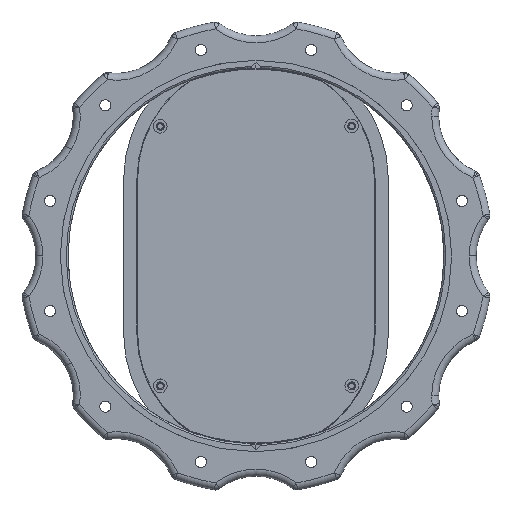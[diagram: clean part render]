
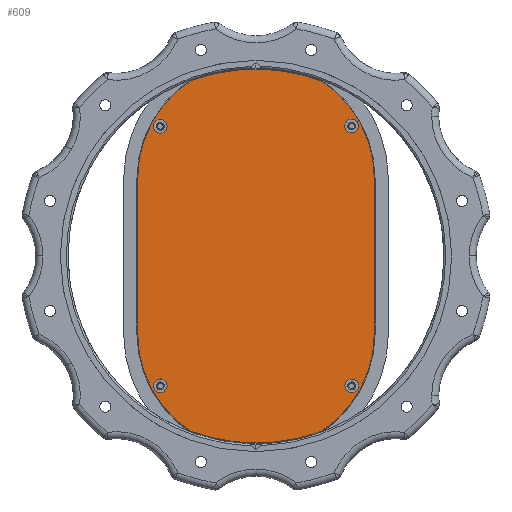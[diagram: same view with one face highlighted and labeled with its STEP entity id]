
A CAD part, top view. The second image highlights one B-rep face of the part: STEP entity #609.
In plain terms, the highlighted planar face has unit normal (0, 0, 1).
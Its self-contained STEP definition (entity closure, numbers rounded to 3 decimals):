
#609=ADVANCED_FACE('',(#1569,#1570,#1571,#1572,#1573),#1574,.T.);
#1569=FACE_OUTER_BOUND('',#3217,.T.);
#1570=FACE_BOUND('',#3218,.T.);
#1571=FACE_BOUND('',#3219,.T.);
#1572=FACE_BOUND('',#3220,.T.);
#1573=FACE_BOUND('',#3221,.T.);
#1574=PLANE('',#3222);
#3217=EDGE_LOOP('',(#56423,#56424,#56425,#56426,#56427,#56428,#56429,#56430,#56431,#56432,#56433,#56434,#56435,#56436));
#3218=EDGE_LOOP('',(#56437,#56438,#56439));
#3219=EDGE_LOOP('',(#56440,#56441,#56442));
#3220=EDGE_LOOP('',(#56443,#56444,#56445));
#3221=EDGE_LOOP('',(#56446,#56447,#56448));
#3222=AXIS2_PLACEMENT_3D('',#56449,#56450,#56451);
#56423=ORIENTED_EDGE('',*,*,#60730,.T.);
#56424=ORIENTED_EDGE('',*,*,#60731,.T.);
#56425=ORIENTED_EDGE('',*,*,#60499,.T.);
#56426=ORIENTED_EDGE('',*,*,#60732,.T.);
#56427=ORIENTED_EDGE('',*,*,#60727,.T.);
#56428=ORIENTED_EDGE('',*,*,#60733,.T.);
#56429=ORIENTED_EDGE('',*,*,#60516,.T.);
#56430=ORIENTED_EDGE('',*,*,#60734,.T.);
#56431=ORIENTED_EDGE('',*,*,#60735,.T.);
#56432=ORIENTED_EDGE('',*,*,#60466,.T.);
#56433=ORIENTED_EDGE('',*,*,#60736,.T.);
#56434=ORIENTED_EDGE('',*,*,#60722,.T.);
#56435=ORIENTED_EDGE('',*,*,#60718,.T.);
#56436=ORIENTED_EDGE('',*,*,#60626,.T.);
#56437=ORIENTED_EDGE('',*,*,#60737,.T.);
#56438=ORIENTED_EDGE('',*,*,#60738,.T.);
#56439=ORIENTED_EDGE('',*,*,#60700,.T.);
#56440=ORIENTED_EDGE('',*,*,#60739,.T.);
#56441=ORIENTED_EDGE('',*,*,#60740,.T.);
#56442=ORIENTED_EDGE('',*,*,#60710,.T.);
#56443=ORIENTED_EDGE('',*,*,#60741,.T.);
#56444=ORIENTED_EDGE('',*,*,#60742,.T.);
#56445=ORIENTED_EDGE('',*,*,#60705,.T.);
#56446=ORIENTED_EDGE('',*,*,#60743,.T.);
#56447=ORIENTED_EDGE('',*,*,#60744,.T.);
#56448=ORIENTED_EDGE('',*,*,#60715,.T.);
#56449=CARTESIAN_POINT('',(0.,21.95,52.1));
#56450=DIRECTION('',(0.0,0.0,1.0));
#56451=DIRECTION('',(1.0,0.0,0.0));
#60466=EDGE_CURVE('',#64529,#64526,#64530,.T.);
#60499=EDGE_CURVE('',#64585,#64582,#64586,.T.);
#60516=EDGE_CURVE('',#64618,#64616,#64619,.T.);
#60626=EDGE_CURVE('',#64831,#64829,#64832,.T.);
#60700=EDGE_CURVE('',#64972,#64976,#64978,.T.);
#60705=EDGE_CURVE('',#64981,#64985,#64987,.T.);
#60710=EDGE_CURVE('',#64990,#64994,#64996,.T.);
#60715=EDGE_CURVE('',#64999,#65003,#65005,.T.);
#60718=EDGE_CURVE('',#65009,#64831,#65010,.T.);
#60722=EDGE_CURVE('',#65015,#65009,#65016,.T.);
#60727=EDGE_CURVE('',#65024,#65022,#65025,.T.);
#60730=EDGE_CURVE('',#64829,#65028,#65029,.T.);
#60731=EDGE_CURVE('',#65028,#64585,#65030,.T.);
#60732=EDGE_CURVE('',#64582,#65024,#65031,.T.);
#60733=EDGE_CURVE('',#65022,#64618,#65032,.T.);
#60734=EDGE_CURVE('',#64616,#65033,#65034,.T.);
#60735=EDGE_CURVE('',#65033,#64529,#65035,.T.);
#60736=EDGE_CURVE('',#64526,#65015,#65036,.T.);
#60737=EDGE_CURVE('',#64976,#65037,#65038,.T.);
#60738=EDGE_CURVE('',#65037,#64972,#65039,.T.);
#60739=EDGE_CURVE('',#64994,#65040,#65041,.T.);
#60740=EDGE_CURVE('',#65040,#64990,#65042,.T.);
#60741=EDGE_CURVE('',#64985,#65043,#65044,.T.);
#60742=EDGE_CURVE('',#65043,#64981,#65045,.T.);
#60743=EDGE_CURVE('',#65003,#65046,#65047,.T.);
#60744=EDGE_CURVE('',#65046,#64999,#65048,.T.);
#64526=VERTEX_POINT('',#72702);
#64529=VERTEX_POINT('',#72706);
#64530=CIRCLE('',#72707,53.5);
#64582=VERTEX_POINT('',#72810);
#64585=VERTEX_POINT('',#72814);
#64586=CIRCLE('',#72815,53.5);
#64616=VERTEX_POINT('',#72994);
#64618=VERTEX_POINT('',#72997);
#64619=CIRCLE('',#72998,33.9);
#64829=VERTEX_POINT('',#73997);
#64831=VERTEX_POINT('',#74000);
#64832=CIRCLE('',#74001,33.9);
#64972=VERTEX_POINT('',#74917);
#64976=VERTEX_POINT('',#74922);
#64978=CIRCLE('',#74925,1.953);
#64981=VERTEX_POINT('',#74928);
#64985=VERTEX_POINT('',#74933);
#64987=CIRCLE('',#74936,1.952);
#64990=VERTEX_POINT('',#74939);
#64994=VERTEX_POINT('',#74944);
#64996=CIRCLE('',#74947,1.953);
#64999=VERTEX_POINT('',#74950);
#65003=VERTEX_POINT('',#74955);
#65005=CIRCLE('',#74958,1.952);
#65009=VERTEX_POINT('',#74967);
#65010=ELLIPSE('',#74968,0.332,0.242);
#65015=VERTEX_POINT('',#74979);
#65016=CIRCLE('',#74980,56.578);
#65022=VERTEX_POINT('',#74992);
#65024=VERTEX_POINT('',#74995);
#65025=CIRCLE('',#74996,51.746);
#65028=VERTEX_POINT('',#75000);
#65029=LINE('',#75001,#75002);
#65030=CIRCLE('',#75003,33.9);
#65031=CIRCLE('',#75004,53.5);
#65032=CIRCLE('',#75005,53.5);
#65033=VERTEX_POINT('',#75006);
#65034=LINE('',#75007,#75008);
#65035=CIRCLE('',#75009,33.9);
#65036=CIRCLE('',#75010,53.5);
#65037=VERTEX_POINT('',#75011);
#65038=CIRCLE('',#75012,29.4);
#65039=CIRCLE('',#75013,1.953);
#65040=VERTEX_POINT('',#75014);
#65041=CIRCLE('',#75015,29.4);
#65042=CIRCLE('',#75016,1.953);
#65043=VERTEX_POINT('',#75017);
#65044=CIRCLE('',#75018,29.4);
#65045=CIRCLE('',#75019,1.952);
#65046=VERTEX_POINT('',#75020);
#65047=CIRCLE('',#75021,29.4);
#65048=CIRCLE('',#75022,1.952);
#72702=CARTESIAN_POINT('',(0.,-31.55,52.1));
#72706=CARTESIAN_POINT('',(-19.042,-28.046,52.1));
#72707=AXIS2_PLACEMENT_3D('',#110029,#110030,#110031);
#72810=CARTESIAN_POINT('',(0.,75.45,52.1));
#72814=CARTESIAN_POINT('',(19.042,71.946,52.1));
#72815=AXIS2_PLACEMENT_3D('',#110078,#110079,#110080);
#72994=CARTESIAN_POINT('',(-33.9,43.9,52.1));
#72997=CARTESIAN_POINT('',(-19.042,71.946,52.1));
#72998=AXIS2_PLACEMENT_3D('',#110094,#110095,#110096);
#73997=CARTESIAN_POINT('',(33.9,0.,52.1));
#74000=CARTESIAN_POINT('',(19.065,-28.031,52.1));
#74001=AXIS2_PLACEMENT_3D('',#110169,#110170,#110171);
#74917=CARTESIAN_POINT('',(29.222,-15.91,52.1));
#74922=CARTESIAN_POINT('',(25.591,-14.473,52.1));
#74925=AXIS2_PLACEMENT_3D('',#110200,#110201,#110202);
#74928=CARTESIAN_POINT('',(-29.222,59.81,52.1));
#74933=CARTESIAN_POINT('',(-25.591,58.373,52.1));
#74936=AXIS2_PLACEMENT_3D('',#110208,#110209,#110210);
#74939=CARTESIAN_POINT('',(28.943,60.312,52.1));
#74944=CARTESIAN_POINT('',(25.805,57.987,52.1));
#74947=AXIS2_PLACEMENT_3D('',#110216,#110217,#110218);
#74950=CARTESIAN_POINT('',(-28.978,-16.35,52.1));
#74955=CARTESIAN_POINT('',(-25.835,-14.033,52.1));
#74958=AXIS2_PLACEMENT_3D('',#110224,#110225,#110226);
#74967=CARTESIAN_POINT('',(18.982,-28.073,52.1));
#74968=AXIS2_PLACEMENT_3D('',#110227,#110228,#110229);
#74979=CARTESIAN_POINT('',(16.533,-28.931,52.1));
#74980=AXIS2_PLACEMENT_3D('',#110231,#110232,#110233);
#74992=CARTESIAN_POINT('',(-16.827,72.735,52.1));
#74995=CARTESIAN_POINT('',(-16.45,72.858,52.1));
#74996=AXIS2_PLACEMENT_3D('',#110236,#110237,#110238);
#75000=CARTESIAN_POINT('',(33.9,43.9,52.1));
#75001=CARTESIAN_POINT('',(33.9,0.,52.1));
#75002=VECTOR('',#110240,10.0);
#75003=AXIS2_PLACEMENT_3D('',#110241,#110242,#110243);
#75004=AXIS2_PLACEMENT_3D('',#110244,#110245,#110246);
#75005=AXIS2_PLACEMENT_3D('',#110247,#110248,#110249);
#75006=CARTESIAN_POINT('',(-33.9,0.,52.1));
#75007=CARTESIAN_POINT('',(-33.9,43.9,52.1));
#75008=VECTOR('',#110250,10.0);
#75009=AXIS2_PLACEMENT_3D('',#110251,#110252,#110253);
#75010=AXIS2_PLACEMENT_3D('',#110254,#110255,#110256);
#75011=CARTESIAN_POINT('',(25.835,-14.033,52.1));
#75012=AXIS2_PLACEMENT_3D('',#110257,#110258,#110259);
#75013=AXIS2_PLACEMENT_3D('',#110260,#110261,#110262);
#75014=CARTESIAN_POINT('',(25.56,58.427,52.1));
#75015=AXIS2_PLACEMENT_3D('',#110263,#110264,#110265);
#75016=AXIS2_PLACEMENT_3D('',#110266,#110267,#110268);
#75017=CARTESIAN_POINT('',(-25.835,57.933,52.1));
#75018=AXIS2_PLACEMENT_3D('',#110269,#110270,#110271);
#75019=AXIS2_PLACEMENT_3D('',#110272,#110273,#110274);
#75020=CARTESIAN_POINT('',(-25.591,-14.473,52.1));
#75021=AXIS2_PLACEMENT_3D('',#110275,#110276,#110277);
#75022=AXIS2_PLACEMENT_3D('',#110278,#110279,#110280);
#110029=CARTESIAN_POINT('',(0.0,21.95,52.1));
#110030=DIRECTION('',(0.0,0.0,1.0));
#110031=DIRECTION('',(-0.356,-0.935,0.0));
#110078=CARTESIAN_POINT('',(0.0,21.95,52.1));
#110079=DIRECTION('',(0.0,-0.0,1.0));
#110080=DIRECTION('',(0.356,0.935,0.0));
#110094=CARTESIAN_POINT('',(0.0,43.9,52.1));
#110095=DIRECTION('',(0.0,0.0,1.0));
#110096=DIRECTION('',(-0.562,0.827,0.0));
#110169=CARTESIAN_POINT('',(0.0,0.0,52.1));
#110170=DIRECTION('',(0.0,0.0,1.0));
#110171=DIRECTION('',(0.562,-0.827,0.0));
#110200=CARTESIAN_POINT('',(27.406,-15.192,52.1));
#110201=DIRECTION('',(0.0,0.0,-1.0));
#110202=DIRECTION('',(0.93,-0.368,0.0));
#110208=CARTESIAN_POINT('',(-27.406,59.092,52.1));
#110209=DIRECTION('',(0.0,0.0,-1.0));
#110210=DIRECTION('',(-0.93,0.368,0.0));
#110216=CARTESIAN_POINT('',(27.374,59.15,52.1));
#110217=DIRECTION('',(0.0,0.0,-1.0));
#110218=DIRECTION('',(0.804,0.595,0.0));
#110224=CARTESIAN_POINT('',(-27.406,-15.192,52.1));
#110225=DIRECTION('',(-0.0,0.0,-1.0));
#110226=DIRECTION('',(-0.805,-0.593,0.0));
#110227=CARTESIAN_POINT('',(18.848,-27.857,52.1));
#110228=DIRECTION('',(0.,0.,1.0));
#110229=DIRECTION('',(0.995,0.1,0.));
#110231=CARTESIAN_POINT('',(-0.937,24.882,52.1));
#110232=DIRECTION('',(0.0,0.0,1.0));
#110233=DIRECTION('',(0.352,-0.936,0.0));
#110236=CARTESIAN_POINT('',(-0.543,23.617,52.1));
#110237=DIRECTION('',(0.0,0.0,1.0));
#110238=DIRECTION('',(-0.315,0.949,0.0));
#110240=DIRECTION('',(0.0,1.0,0.0));
#110241=CARTESIAN_POINT('',(0.0,43.9,52.1));
#110242=DIRECTION('',(0.0,0.0,1.0));
#110243=DIRECTION('',(1.0,0.0,0.0));
#110244=CARTESIAN_POINT('',(0.0,21.95,52.1));
#110245=DIRECTION('',(0.0,-0.0,1.0));
#110246=DIRECTION('',(0.356,0.935,0.0));
#110247=CARTESIAN_POINT('',(0.0,21.95,52.1));
#110248=DIRECTION('',(0.0,0.0,1.0));
#110249=DIRECTION('',(-0.315,0.949,0.0));
#110250=DIRECTION('',(0.0,-1.0,0.0));
#110251=CARTESIAN_POINT('',(0.0,0.0,52.1));
#110252=DIRECTION('',(0.0,0.0,1.0));
#110253=DIRECTION('',(-1.0,0.,0.0));
#110254=CARTESIAN_POINT('',(0.0,21.95,52.1));
#110255=DIRECTION('',(0.0,0.0,1.0));
#110256=DIRECTION('',(-0.356,-0.935,0.0));
#110257=CARTESIAN_POINT('',(0.0,0.0,52.1));
#110258=DIRECTION('',(0.0,0.0,1.0));
#110259=DIRECTION('',(0.87,-0.492,0.0));
#110260=CARTESIAN_POINT('',(27.406,-15.192,52.1));
#110261=DIRECTION('',(0.0,0.0,-1.0));
#110262=DIRECTION('',(0.93,-0.368,0.0));
#110263=CARTESIAN_POINT('',(0.0,43.9,52.1));
#110264=DIRECTION('',(0.0,-0.0,1.0));
#110265=DIRECTION('',(0.878,0.479,0.0));
#110266=CARTESIAN_POINT('',(27.374,59.15,52.1));
#110267=DIRECTION('',(0.0,0.0,-1.0));
#110268=DIRECTION('',(0.804,0.595,0.0));
#110269=CARTESIAN_POINT('',(0.0,43.9,52.1));
#110270=DIRECTION('',(0.0,0.0,1.0));
#110271=DIRECTION('',(-0.87,0.492,0.0));
#110272=CARTESIAN_POINT('',(-27.406,59.092,52.1));
#110273=DIRECTION('',(0.0,0.0,-1.0));
#110274=DIRECTION('',(-0.93,0.368,0.0));
#110275=CARTESIAN_POINT('',(0.0,0.0,52.1));
#110276=DIRECTION('',(0.0,0.0,1.0));
#110277=DIRECTION('',(-0.879,-0.477,0.0));
#110278=CARTESIAN_POINT('',(-27.406,-15.192,52.1));
#110279=DIRECTION('',(-0.0,0.0,-1.0));
#110280=DIRECTION('',(-0.805,-0.593,0.0));
